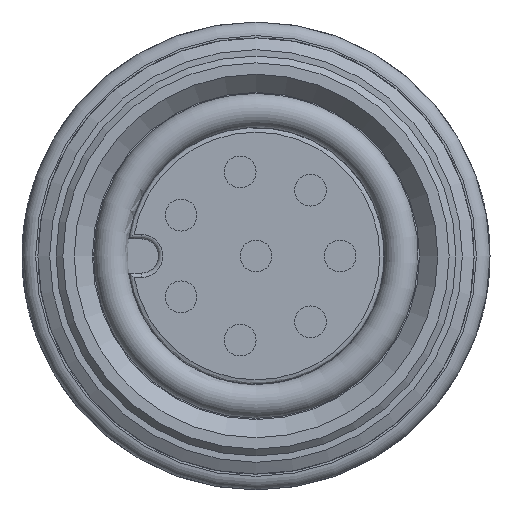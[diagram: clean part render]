
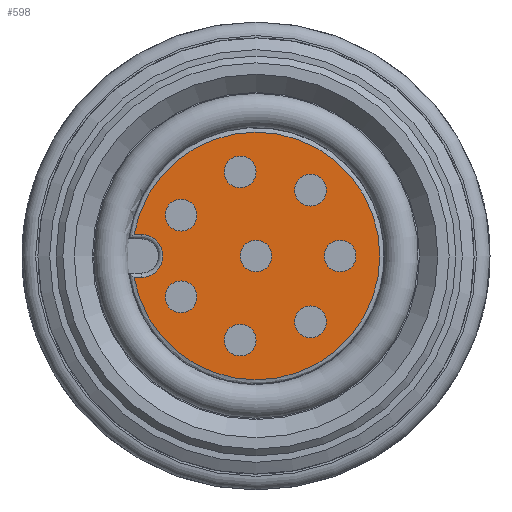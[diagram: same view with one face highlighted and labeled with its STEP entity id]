
A CAD part, front view. The second image highlights one B-rep face of the part: STEP entity #598.
In plain terms, the highlighted planar face has unit normal (0, -1, 0).
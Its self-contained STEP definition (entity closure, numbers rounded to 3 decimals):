
#330=LINE('',#4743,#394);
#331=LINE('',#4748,#395);
#394=VECTOR('',#3007,1.);
#395=VECTOR('',#3010,1.);
#598=ADVANCED_FACE('',(#711,#712,#713,#714,#715,#716,#717,#718,#719),#646,
 .F.);
#646=PLANE('',#2410);
#711=FACE_BOUND('',#894,.T.);
#712=FACE_BOUND('',#895,.T.);
#713=FACE_BOUND('',#896,.T.);
#714=FACE_BOUND('',#897,.T.);
#715=FACE_BOUND('',#898,.T.);
#716=FACE_BOUND('',#899,.T.);
#717=FACE_BOUND('',#900,.T.);
#718=FACE_BOUND('',#901,.T.);
#719=FACE_BOUND('',#902,.T.);
#894=EDGE_LOOP('',(#1445,#1446,#1447,#1448));
#895=EDGE_LOOP('',(#1449));
#896=EDGE_LOOP('',(#1450));
#897=EDGE_LOOP('',(#1451));
#898=EDGE_LOOP('',(#1452));
#899=EDGE_LOOP('',(#1453));
#900=EDGE_LOOP('',(#1454));
#901=EDGE_LOOP('',(#1455));
#902=EDGE_LOOP('',(#1456));
#1445=ORIENTED_EDGE('',*,*,#1964,.T.);
#1446=ORIENTED_EDGE('',*,*,#1965,.T.);
#1447=ORIENTED_EDGE('',*,*,#1966,.T.);
#1448=ORIENTED_EDGE('',*,*,#1967,.T.);
#1449=ORIENTED_EDGE('',*,*,#1963,.F.);
#1450=ORIENTED_EDGE('',*,*,#1962,.T.);
#1451=ORIENTED_EDGE('',*,*,#1961,.F.);
#1452=ORIENTED_EDGE('',*,*,#1960,.T.);
#1453=ORIENTED_EDGE('',*,*,#1959,.F.);
#1454=ORIENTED_EDGE('',*,*,#1958,.T.);
#1455=ORIENTED_EDGE('',*,*,#1957,.F.);
#1456=ORIENTED_EDGE('',*,*,#1956,.F.);
#1672=VERTEX_POINT('',#4720);
#1673=VERTEX_POINT('',#4723);
#1674=VERTEX_POINT('',#4726);
#1675=VERTEX_POINT('',#4729);
#1676=VERTEX_POINT('',#4732);
#1677=VERTEX_POINT('',#4735);
#1678=VERTEX_POINT('',#4738);
#1679=VERTEX_POINT('',#4741);
#1680=VERTEX_POINT('',#4744);
#1681=VERTEX_POINT('',#4745);
#1682=VERTEX_POINT('',#4747);
#1683=VERTEX_POINT('',#4749);
#1956=EDGE_CURVE('',#1672,#1672,#2128,.T.);
#1957=EDGE_CURVE('',#1673,#1673,#2129,.T.);
#1958=EDGE_CURVE('',#1674,#1674,#2130,.T.);
#1959=EDGE_CURVE('',#1675,#1675,#2131,.T.);
#1960=EDGE_CURVE('',#1676,#1676,#2132,.T.);
#1961=EDGE_CURVE('',#1677,#1677,#2133,.T.);
#1962=EDGE_CURVE('',#1678,#1678,#2134,.T.);
#1963=EDGE_CURVE('',#1679,#1679,#2135,.T.);
#1964=EDGE_CURVE('',#1680,#1681,#330,.T.);
#1965=EDGE_CURVE('',#1681,#1682,#2136,.T.);
#1966=EDGE_CURVE('',#1682,#1683,#331,.T.);
#1967=EDGE_CURVE('',#1683,#1680,#2137,.T.);
#2128=CIRCLE('',#2392,0.35);
#2129=CIRCLE('',#2394,0.35);
#2130=CIRCLE('',#2396,0.35);
#2131=CIRCLE('',#2398,0.35);
#2132=CIRCLE('',#2400,0.35);
#2133=CIRCLE('',#2402,0.35);
#2134=CIRCLE('',#2404,0.35);
#2135=CIRCLE('',#2406,0.35);
#2136=CIRCLE('',#2408,2.725);
#2137=CIRCLE('',#2409,0.475);
#2392=AXIS2_PLACEMENT_3D('',#4719,#2975,#2976);
#2394=AXIS2_PLACEMENT_3D('',#4722,#2979,#2980);
#2396=AXIS2_PLACEMENT_3D('',#4725,#2983,#2984);
#2398=AXIS2_PLACEMENT_3D('',#4728,#2987,#2988);
#2400=AXIS2_PLACEMENT_3D('',#4731,#2991,#2992);
#2402=AXIS2_PLACEMENT_3D('',#4734,#2995,#2996);
#2404=AXIS2_PLACEMENT_3D('',#4737,#2999,#3000);
#2406=AXIS2_PLACEMENT_3D('',#4740,#3003,#3004);
#2408=AXIS2_PLACEMENT_3D('',#4746,#3008,#3009);
#2409=AXIS2_PLACEMENT_3D('',#4750,#3011,#3012);
#2410=AXIS2_PLACEMENT_3D('',#4751,#3013,#3014);
#2975=DIRECTION('',(0.,-1.,0.));
#2976=DIRECTION('',(1.,0.,0.));
#2979=DIRECTION('',(0.,-1.,0.));
#2980=DIRECTION('',(1.,0.,0.));
#2983=DIRECTION('',(0.,1.,0.));
#2984=DIRECTION('',(1.,0.,0.));
#2987=DIRECTION('',(0.,-1.,0.));
#2988=DIRECTION('',(1.,0.,0.));
#2991=DIRECTION('',(0.,1.,0.));
#2992=DIRECTION('',(1.,0.,0.));
#2995=DIRECTION('',(0.,-1.,0.));
#2996=DIRECTION('',(1.,0.,0.));
#2999=DIRECTION('',(0.,1.,0.));
#3000=DIRECTION('',(1.,0.,0.));
#3003=DIRECTION('',(0.,-1.,0.));
#3004=DIRECTION('',(1.,0.,0.));
#3007=DIRECTION('',(-1.,0.,0.));
#3008=DIRECTION('',(0.,-1.,0.));
#3009=DIRECTION('',(-1.,0.,0.));
#3010=DIRECTION('',(1.,0.,0.));
#3011=DIRECTION('',(0.,1.,0.));
#3012=DIRECTION('',(-1.,0.,0.));
#3013=DIRECTION('',(0.,1.,0.));
#3014=DIRECTION('',(-1.,0.,0.));
#4719=CARTESIAN_POINT('',(106.875,-13.175,-1.45));
#4720=CARTESIAN_POINT('',(107.225,-13.175,-1.45));
#4722=CARTESIAN_POINT('',(105.325,-13.175,-1.85));
#4723=CARTESIAN_POINT('',(105.675,-13.175,-1.85));
#4725=CARTESIAN_POINT('',(104.025,-13.175,0.9));
#4726=CARTESIAN_POINT('',(104.375,-13.175,0.9));
#4728=CARTESIAN_POINT('',(104.025,-13.175,-0.9));
#4729=CARTESIAN_POINT('',(104.375,-13.175,-0.9));
#4731=CARTESIAN_POINT('',(105.325,-13.175,1.85));
#4732=CARTESIAN_POINT('',(105.675,-13.175,1.85));
#4734=CARTESIAN_POINT('',(105.675,-13.175,0.));
#4735=CARTESIAN_POINT('',(106.025,-13.175,0.));
#4737=CARTESIAN_POINT('',(106.875,-13.175,1.45));
#4738=CARTESIAN_POINT('',(107.225,-13.175,1.45));
#4740=CARTESIAN_POINT('',(107.525,-13.175,0.));
#4741=CARTESIAN_POINT('',(107.875,-13.175,0.));
#4743=CARTESIAN_POINT('',(102.875,-13.175,-0.475));
#4744=CARTESIAN_POINT('',(103.15,-13.175,-0.475));
#4745=CARTESIAN_POINT('',(102.992,-13.175,-0.475));
#4746=CARTESIAN_POINT('',(105.675,-13.175,0.));
#4747=CARTESIAN_POINT('',(102.992,-13.175,0.475));
#4748=CARTESIAN_POINT('',(103.15,-13.175,0.475));
#4749=CARTESIAN_POINT('',(103.15,-13.175,0.475));
#4750=CARTESIAN_POINT('',(103.15,-13.175,0.));
#4751=CARTESIAN_POINT('',(105.675,-13.175,0.));
